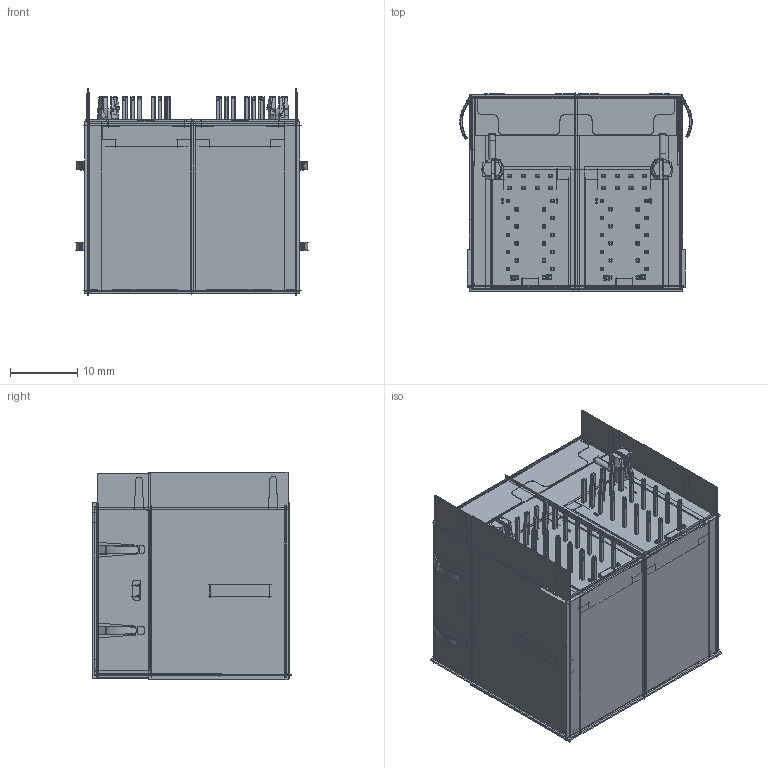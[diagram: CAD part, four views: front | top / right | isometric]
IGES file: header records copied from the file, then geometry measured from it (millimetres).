
Start section:  PTC IGES file: KK3TA0127.igs
Global section: file name: KK3TA0127.igs; native system: Creo Parametric by PTC Inc.; preprocessor: 2019080; author: andy; organization: Unknown; date: 20220815.133607; units: millimetre
Bounding box: 34.58 x 29.53 x 30.89 mm (x, y, z)
Surface area: 482476.8 mm2 (no closed solid volume)
Topology: 0 solids, 0 shells, 8512 faces, 152393 edges, 194429 vertices
Faces by surface type: bspline 7610, revolution 902
